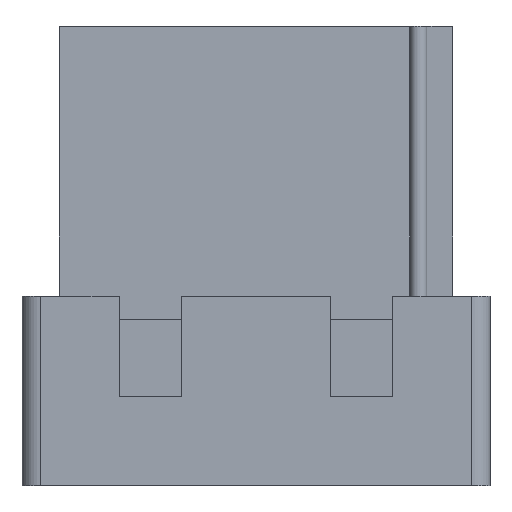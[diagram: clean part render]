
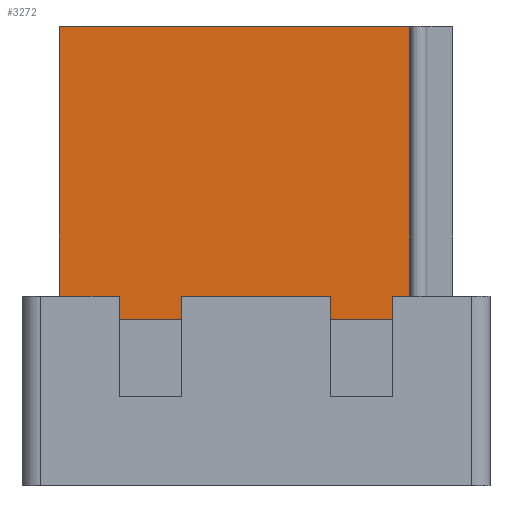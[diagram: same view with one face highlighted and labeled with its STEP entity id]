
A CAD part, front view. The second image highlights one B-rep face of the part: STEP entity #3272.
In plain terms, the highlighted planar face has unit normal (0, -1, 0).
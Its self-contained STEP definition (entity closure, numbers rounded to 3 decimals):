
#21=DIRECTION('',(1.,0.,0.));
#22=VECTOR('',#21,2.6);
#23=CARTESIAN_POINT('',(-1.3,-1.15,0.));
#24=LINE('',#23,#22);
#42=DIRECTION('',(1.,0.,0.));
#43=VECTOR('',#42,1.045);
#44=CARTESIAN_POINT('',(-3.425,-1.15,0.));
#45=LINE('',#44,#43);
#86=DIRECTION('',(1.,0.,0.));
#87=VECTOR('',#86,0.295);
#88=CARTESIAN_POINT('',(2.38,-1.15,0.));
#89=LINE('',#88,#87);
#90=DIRECTION('',(0.,0.,1.));
#91=VECTOR('',#90,4.7);
#92=CARTESIAN_POINT('',(2.675,-1.15,0.));
#93=LINE('',#92,#91);
#94=DIRECTION('',(0.,0.,1.));
#95=VECTOR('',#94,0.4);
#96=CARTESIAN_POINT('',(2.38,-1.15,-0.4));
#97=LINE('',#96,#95);
#98=DIRECTION('',(0.,0.,-1.));
#99=VECTOR('',#98,0.4);
#100=CARTESIAN_POINT('',(1.3,-1.15,0.));
#101=LINE('',#100,#99);
#102=DIRECTION('',(0.,0.,1.));
#103=VECTOR('',#102,0.4);
#104=CARTESIAN_POINT('',(-1.3,-1.15,-0.4));
#105=LINE('',#104,#103);
#106=DIRECTION('',(0.,0.,-1.));
#107=VECTOR('',#106,0.4);
#108=CARTESIAN_POINT('',(-2.38,-1.15,0.));
#109=LINE('',#108,#107);
#110=DIRECTION('',(0.,0.,-1.));
#111=VECTOR('',#110,4.7);
#112=CARTESIAN_POINT('',(-3.425,-1.15,4.7));
#113=LINE('',#112,#111);
#114=DIRECTION('',(1.,0.,0.));
#115=VECTOR('',#114,6.1);
#116=CARTESIAN_POINT('',(-3.425,-1.15,4.7));
#117=LINE('',#116,#115);
#795=DIRECTION('',(-1.,0.,0.));
#796=VECTOR('',#795,1.08);
#797=CARTESIAN_POINT('',(2.38,-1.15,-0.4));
#798=LINE('',#797,#796);
#859=DIRECTION('',(-1.,0.,0.));
#860=VECTOR('',#859,1.08);
#861=CARTESIAN_POINT('',(-1.3,-1.15,-0.4));
#862=LINE('',#861,#860);
#2382=CARTESIAN_POINT('',(-3.425,-1.15,4.7));
#2384=VERTEX_POINT('',#2382);
#2397=CARTESIAN_POINT('',(-3.425,-1.15,0.));
#2398=VERTEX_POINT('',#2397);
#2482=CARTESIAN_POINT('',(1.3,-1.15,0.));
#2484=VERTEX_POINT('',#2482);
#2486=CARTESIAN_POINT('',(2.38,-1.15,0.));
#2488=VERTEX_POINT('',#2486);
#2490=CARTESIAN_POINT('',(-2.38,-1.15,0.));
#2492=VERTEX_POINT('',#2490);
#2494=CARTESIAN_POINT('',(-1.3,-1.15,0.));
#2496=VERTEX_POINT('',#2494);
#2505=CARTESIAN_POINT('',(2.38,-1.15,-0.4));
#2506=CARTESIAN_POINT('',(1.3,-1.15,-0.4));
#2507=VERTEX_POINT('',#2505);
#2508=VERTEX_POINT('',#2506);
#2509=CARTESIAN_POINT('',(-1.3,-1.15,-0.4));
#2510=CARTESIAN_POINT('',(-2.38,-1.15,-0.4));
#2511=VERTEX_POINT('',#2509);
#2512=VERTEX_POINT('',#2510);
#3129=CARTESIAN_POINT('',(2.675,-1.15,0.));
#3131=VERTEX_POINT('',#3129);
#3133=CARTESIAN_POINT('',(2.675,-1.15,4.7));
#3134=VERTEX_POINT('',#3133);
#3245=CARTESIAN_POINT('',(-4.075,-1.15,4.7));
#3246=DIRECTION('',(0.,-1.,0.));
#3247=DIRECTION('',(0.,0.,-1.));
#3248=AXIS2_PLACEMENT_3D('',#3245,#3246,#3247);
#3249=PLANE('',#3248);
#3251=ORIENTED_EDGE('',*,*,#3250,.F.);
#3252=ORIENTED_EDGE('',*,*,#3221,.F.);
#3254=ORIENTED_EDGE('',*,*,#3253,.F.);
#3256=ORIENTED_EDGE('',*,*,#3255,.T.);
#3257=ORIENTED_EDGE('',*,*,#3232,.F.);
#3258=ORIENTED_EDGE('',*,*,#3179,.F.);
#3260=ORIENTED_EDGE('',*,*,#3259,.F.);
#3262=ORIENTED_EDGE('',*,*,#3261,.T.);
#3264=ORIENTED_EDGE('',*,*,#3263,.F.);
#3265=ORIENTED_EDGE('',*,*,#3199,.F.);
#3267=ORIENTED_EDGE('',*,*,#3266,.F.);
#3269=ORIENTED_EDGE('',*,*,#3268,.T.);
#3270=EDGE_LOOP('',(#3251,#3252,#3254,#3256,#3257,#3258,#3260,#3262,#3264,#3265,
#3267,#3269));
#3271=FACE_OUTER_BOUND('',#3270,.F.);
#3179=EDGE_CURVE('',#2496,#2484,#24,.T.);
#3199=EDGE_CURVE('',#2398,#2492,#45,.T.);
#3221=EDGE_CURVE('',#2488,#3131,#89,.T.);
#3232=EDGE_CURVE('',#2484,#2508,#101,.T.);
#3250=EDGE_CURVE('',#3131,#3134,#93,.T.);
#3253=EDGE_CURVE('',#2507,#2488,#97,.T.);
#3255=EDGE_CURVE('',#2507,#2508,#798,.T.);
#3259=EDGE_CURVE('',#2511,#2496,#105,.T.);
#3261=EDGE_CURVE('',#2511,#2512,#862,.T.);
#3263=EDGE_CURVE('',#2492,#2512,#109,.T.);
#3266=EDGE_CURVE('',#2384,#2398,#113,.T.);
#3268=EDGE_CURVE('',#2384,#3134,#117,.T.);
#3272=ADVANCED_FACE('',(#3271),#3249,.T.);
